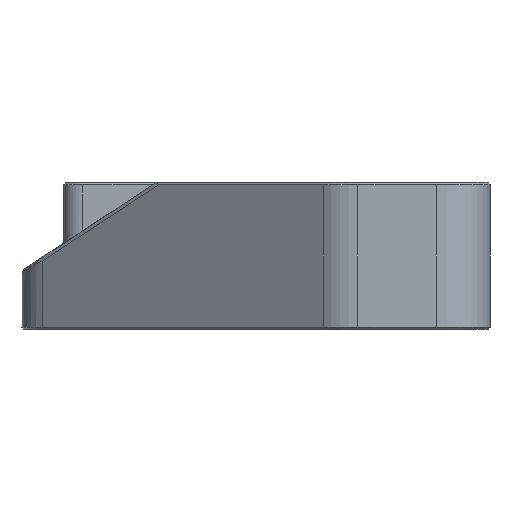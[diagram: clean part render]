
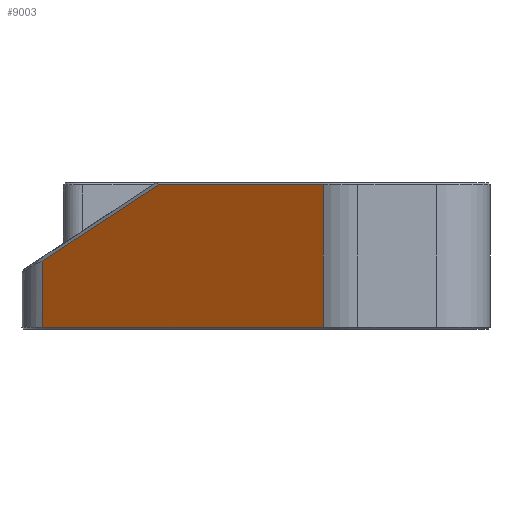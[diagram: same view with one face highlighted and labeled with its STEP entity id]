
A CAD part, left-side view. The second image highlights one B-rep face of the part: STEP entity #9003.
In plain terms, the highlighted planar face has unit normal (-0.809, 0.588, 0).
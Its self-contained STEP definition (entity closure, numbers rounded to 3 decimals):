
#102 = LINE ( 'NONE', #4776, #3923 ) ;
#140 = ORIENTED_EDGE ( 'NONE', *, *, #2874, .T. ) ;
#147 = CARTESIAN_POINT ( 'NONE',  ( -32.18, 2.877, 14.8 ) ) ;
#498 = VECTOR ( 'NONE', #7022, 1000. ) ;
#557 = VECTOR ( 'NONE', #3375, 1000. ) ;
#607 = VECTOR ( 'NONE', #7252, 1000. ) ;
#688 = LINE ( 'NONE', #4106, #607 ) ;
#792 = CARTESIAN_POINT ( 'NONE',  ( -27., 10., 0. ) ) ;
#926 = EDGE_CURVE ( 'NONE', #6581, #2863, #8250, .T. ) ;
#1645 = DIRECTION ( 'NONE',  ( 0.588, 0.809, 0. ) ) ;
#1674 = CARTESIAN_POINT ( 'NONE',  ( -44.489, -14.047, 15. ) ) ;
#1760 = LINE ( 'NONE', #5844, #557 ) ;
#2863 = VERTEX_POINT ( 'NONE', #147 ) ;
#2874 = EDGE_CURVE ( 'NONE', #5539, #7201, #1760, .T. ) ;
#2930 = CARTESIAN_POINT ( 'NONE',  ( -30.794, 4.783, 0.2 ) ) ;
#3079 = CARTESIAN_POINT ( 'NONE',  ( -23.498, 14.816, 6.985 ) ) ;
#3324 = EDGE_CURVE ( 'NONE', #5539, #8227, #688, .T. ) ;
#3375 = DIRECTION ( 'NONE',  ( -0.588, -0.809, 0. ) ) ;
#3821 = LINE ( 'NONE', #8584, #498 ) ;
#3923 = VECTOR ( 'NONE', #9114, 1000. ) ;
#3936 = DIRECTION ( 'NONE',  ( -0.809, 0.588, 0. ) ) ;
#4062 = CARTESIAN_POINT ( 'NONE',  ( -44.489, -14.047, 14.8 ) ) ;
#4106 = CARTESIAN_POINT ( 'NONE',  ( -31.044, 4.44, 0.2 ) ) ;
#4244 = CARTESIAN_POINT ( 'NONE',  ( -27., 10., 14.8 ) ) ;
#4574 = EDGE_CURVE ( 'NONE', #2863, #8165, #3821, .T. ) ;
#4707 = EDGE_CURVE ( 'NONE', #8165, #8227, #102, .T. ) ;
#4745 = DIRECTION ( 'NONE',  ( 0., 0., 1. ) ) ;
#4776 = CARTESIAN_POINT ( 'NONE',  ( -23.498, 14.816, 0. ) ) ;
#4788 = DIRECTION ( 'NONE',  ( -0.588, -0.809, 0. ) ) ;
#4879 = EDGE_CURVE ( 'NONE', #7201, #6581, #5646, .T. ) ;
#5081 = CARTESIAN_POINT ( 'NONE',  ( -23.498, 14.816, 0.2 ) ) ;
#5263 = ORIENTED_EDGE ( 'NONE', *, *, #4879, .T. ) ;
#5539 = VERTEX_POINT ( 'NONE', #2930 ) ;
#5585 = ORIENTED_EDGE ( 'NONE', *, *, #926, .T. ) ;
#5646 = LINE ( 'NONE', #1674, #7169 ) ;
#5844 = CARTESIAN_POINT ( 'NONE',  ( -44.489, -14.047, 0.2 ) ) ;
#5921 = ORIENTED_EDGE ( 'NONE', *, *, #4707, .T. ) ;
#6130 = AXIS2_PLACEMENT_3D ( 'NONE', #792, #3936, #4788 ) ;
#6581 = VERTEX_POINT ( 'NONE', #4062 ) ;
#6767 = ORIENTED_EDGE ( 'NONE', *, *, #3324, .F. ) ;
#7022 = DIRECTION ( 'NONE',  ( 0.52, 0.715, -0.468 ) ) ;
#7169 = VECTOR ( 'NONE', #4745, 1000. ) ;
#7201 = VERTEX_POINT ( 'NONE', #9990 ) ;
#7252 = DIRECTION ( 'NONE',  ( 0.588, 0.809, 0. ) ) ;
#8165 = VERTEX_POINT ( 'NONE', #3079 ) ;
#8227 = VERTEX_POINT ( 'NONE', #5081 ) ;
#8250 = LINE ( 'NONE', #4244, #9423 ) ;
#8464 = ORIENTED_EDGE ( 'NONE', *, *, #4574, .T. ) ;
#8584 = CARTESIAN_POINT ( 'NONE',  ( -24.534, 13.39, 7.919 ) ) ;
#8854 = EDGE_LOOP ( 'NONE', ( #6767, #140, #5263, #5585, #8464, #5921 ) ) ;
#9003 = ADVANCED_FACE ( 'NONE', ( #9689 ), #9802, .T. ) ;
#9114 = DIRECTION ( 'NONE',  ( 0., 0., -1. ) ) ;
#9423 = VECTOR ( 'NONE', #1645, 1000. ) ;
#9689 = FACE_OUTER_BOUND ( 'NONE', #8854, .T. ) ;
#9802 = PLANE ( 'NONE',  #6130 ) ;
#9990 = CARTESIAN_POINT ( 'NONE',  ( -44.489, -14.047, 0.2 ) ) ;
